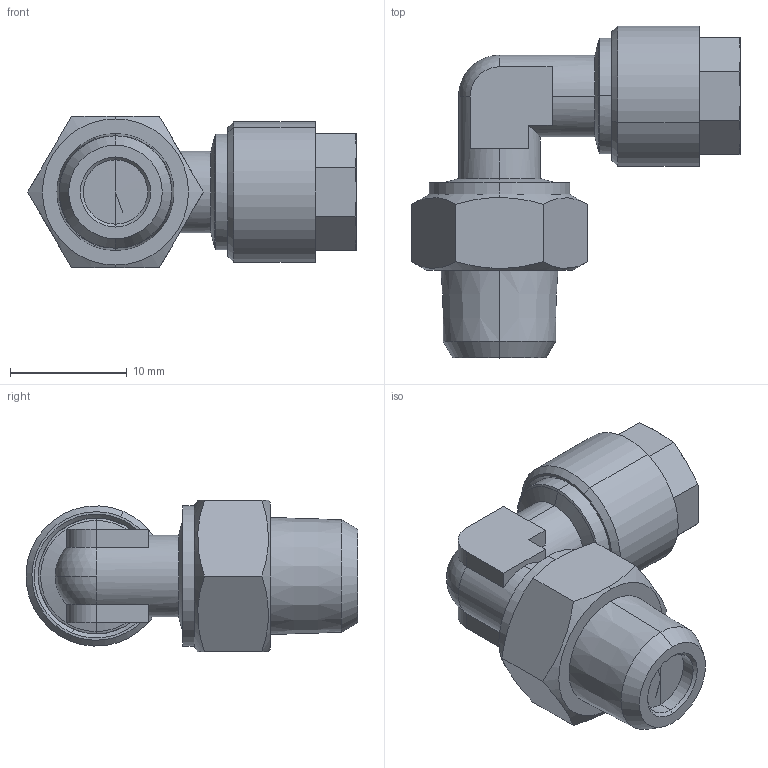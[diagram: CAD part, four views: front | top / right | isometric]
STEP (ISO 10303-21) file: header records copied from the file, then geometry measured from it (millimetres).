
FILE_DESCRIPTION (( 'STEP AP214' ), '1' );
FILE_NAME ('0111000001.step', '2012-09-28T13:23:34', ( '' ), ( '' ), 'SwSTEP 2.0', 'SolidWorks 2012', '' );
FILE_SCHEMA (( 'AUTOMOTIVE_DESIGN' ));
Length unit declared in the file: millimetre
Products named in the file (1): 0111000001
Bounding box: 28.11 x 28.39 x 13 mm (x, y, z)
Volume: 3437.5 mm3; surface area: 1820.9 mm2
Topology: 1 solids, 1 shells, 92 faces, 214 edges, 128 vertices
Faces by surface type: plane 35, cone 31, cylinder 18, torus 6, sphere 2
Entity records: 3738 total; most frequent: CARTESIAN_POINT 612, DIRECTION 449, ORIENTED_EDGE 424, EDGE_CURVE 212, AXIS2_PLACEMENT_3D 177, VERTEX_POINT 128, EDGE_LOOP 98, UNCERTAINTY_MEASURE_WITH_UNIT 95
